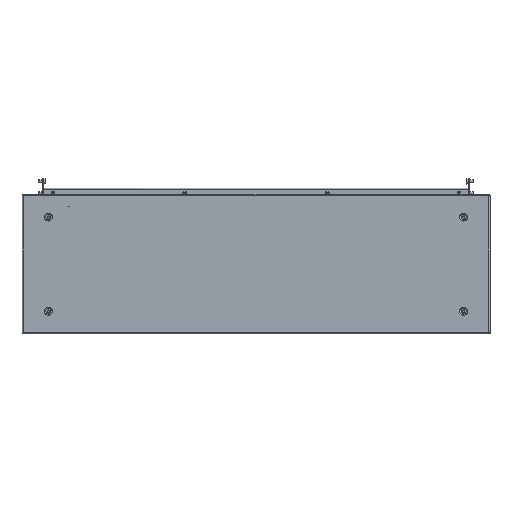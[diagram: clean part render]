
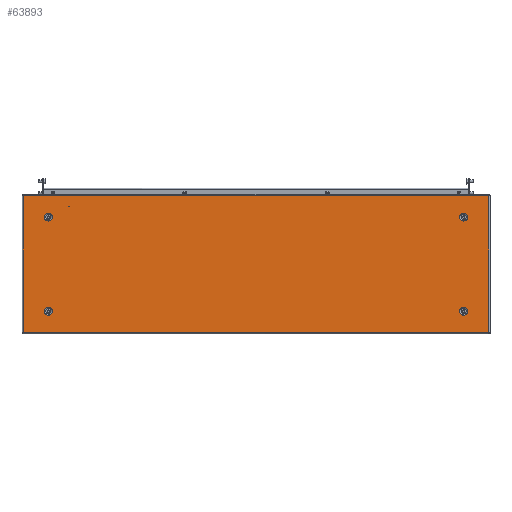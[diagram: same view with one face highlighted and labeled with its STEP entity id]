
A CAD part, top view. The second image highlights one B-rep face of the part: STEP entity #63893.
In plain terms, the highlighted planar face has unit normal (0, 0, 1).
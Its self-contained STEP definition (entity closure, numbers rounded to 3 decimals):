
#519 = CARTESIAN_POINT ( 'NONE',  ( -496.029, -145.6, 0. ) ) ;
#1164 = EDGE_CURVE ( 'NONE', #73010, #26452, #53475, .T. ) ;
#1720 = VERTEX_POINT ( 'NONE', #39791 ) ;
#3554 = VECTOR ( 'NONE', #59853, 1000. ) ;
#4157 = ORIENTED_EDGE ( 'NONE', *, *, #40149, .F. ) ;
#5678 = DIRECTION ( 'NONE',  ( 0., 1., 0. ) ) ;
#6184 = ORIENTED_EDGE ( 'NONE', *, *, #79837, .T. ) ;
#6238 = DIRECTION ( 'NONE',  ( 1., 0., 0. ) ) ;
#6434 = EDGE_LOOP ( 'NONE', ( #41122, #65395 ) ) ;
#6903 = FACE_BOUND ( 'NONE', #17846, .T. ) ;
#7458 = CARTESIAN_POINT ( 'NONE',  ( -441.5, 100., 0. ) ) ;
#7658 = PLANE ( 'NONE',  #37149 ) ;
#8847 = ORIENTED_EDGE ( 'NONE', *, *, #24658, .F. ) ;
#9992 = CARTESIAN_POINT ( 'NONE',  ( 441.5, 100., 0. ) ) ;
#10626 = DIRECTION ( 'NONE',  ( 0., 0., 1. ) ) ;
#11969 = VECTOR ( 'NONE', #45426, 1000. ) ;
#12554 = EDGE_LOOP ( 'NONE', ( #71961, #67454, #80301, #63540 ) ) ;
#12679 = CARTESIAN_POINT ( 'NONE',  ( 495.1, 145.6, 0. ) ) ;
#13307 = AXIS2_PLACEMENT_3D ( 'NONE', #68035, #54839, #22705 ) ;
#14082 = ORIENTED_EDGE ( 'NONE', *, *, #41552, .T. ) ;
#14302 = EDGE_LOOP ( 'NONE', ( #14082, #6184 ) ) ;
#14354 = VERTEX_POINT ( 'NONE', #77298 ) ;
#14497 = CIRCLE ( 'NONE', #44601, 8.443 ) ;
#15281 = DIRECTION ( 'NONE',  ( 0., 0., 1. ) ) ;
#15983 = FACE_BOUND ( 'NONE', #6434, .T. ) ;
#16592 = CIRCLE ( 'NONE', #31586, 8.443 ) ;
#17846 = EDGE_LOOP ( 'NONE', ( #41096, #8847 ) ) ;
#18022 = FACE_BOUND ( 'NONE', #14302, .T. ) ;
#18971 = CARTESIAN_POINT ( 'NONE',  ( -441.5, 100., 0. ) ) ;
#19458 = ORIENTED_EDGE ( 'NONE', *, *, #23715, .F. ) ;
#21064 = ORIENTED_EDGE ( 'NONE', *, *, #52131, .F. ) ;
#21371 = CIRCLE ( 'NONE', #74686, 8.443 ) ;
#21517 = EDGE_CURVE ( 'NONE', #30971, #34069, #69858, .T. ) ;
#22655 = AXIS2_PLACEMENT_3D ( 'NONE', #61523, #15281, #60681 ) ;
#22705 = DIRECTION ( 'NONE',  ( -1., 0., 0. ) ) ;
#23715 = EDGE_CURVE ( 'NONE', #14354, #78283, #68562, .T. ) ;
#24169 = LINE ( 'NONE', #45967, #11969 ) ;
#24658 = EDGE_CURVE ( 'NONE', #28375, #38470, #62823, .T. ) ;
#25239 = EDGE_CURVE ( 'NONE', #64736, #73010, #34374, .T. ) ;
#26452 = VERTEX_POINT ( 'NONE', #12679 ) ;
#26871 = DIRECTION ( 'NONE',  ( 0., 0., 1. ) ) ;
#26909 = LINE ( 'NONE', #46314, #3554 ) ;
#28375 = VERTEX_POINT ( 'NONE', #37754 ) ;
#30221 = EDGE_CURVE ( 'NONE', #56687, #46456, #21371, .T. ) ;
#30947 = CARTESIAN_POINT ( 'NONE',  ( 495.1, -145.6, 0. ) ) ;
#30971 = VERTEX_POINT ( 'NONE', #69447 ) ;
#31086 = CIRCLE ( 'NONE', #36420, 0.5 ) ;
#31509 = EDGE_LOOP ( 'NONE', ( #19458, #21064 ) ) ;
#31586 = AXIS2_PLACEMENT_3D ( 'NONE', #9992, #78508, #55370 ) ;
#31687 = DIRECTION ( 'NONE',  ( 0., 0., 1. ) ) ;
#32700 = CARTESIAN_POINT ( 'NONE',  ( 441.5, -100., 0. ) ) ;
#33607 = CARTESIAN_POINT ( 'NONE',  ( -441.5, -91.557, 0. ) ) ;
#33612 = CIRCLE ( 'NONE', #13307, 0.5 ) ;
#34069 = VERTEX_POINT ( 'NONE', #83224 ) ;
#34374 = LINE ( 'NONE', #519, #62667 ) ;
#34771 = EDGE_CURVE ( 'NONE', #1720, #64736, #26909, .T. ) ;
#35692 = AXIS2_PLACEMENT_3D ( 'NONE', #52009, #31687, #38464 ) ;
#35741 = CARTESIAN_POINT ( 'NONE',  ( 441.5, 100., 0. ) ) ;
#36222 = DIRECTION ( 'NONE',  ( -1., 0., 0. ) ) ;
#36323 = VECTOR ( 'NONE', #48803, 1000. ) ;
#36420 = AXIS2_PLACEMENT_3D ( 'NONE', #62750, #81697, #36222 ) ;
#36555 = EDGE_LOOP ( 'NONE', ( #4157, #38286 ) ) ;
#37149 = AXIS2_PLACEMENT_3D ( 'NONE', #52802, #26871, #45511 ) ;
#37754 = CARTESIAN_POINT ( 'NONE',  ( -441.5, -108.443, 0. ) ) ;
#38286 = ORIENTED_EDGE ( 'NONE', *, *, #21517, .F. ) ;
#38344 = CARTESIAN_POINT ( 'NONE',  ( 441.5, 91.557, 0. ) ) ;
#38464 = DIRECTION ( 'NONE',  ( 0., 1., 0. ) ) ;
#38470 = VERTEX_POINT ( 'NONE', #33607 ) ;
#39791 = CARTESIAN_POINT ( 'NONE',  ( -495.1, 145.6, 0. ) ) ;
#40149 = EDGE_CURVE ( 'NONE', #34069, #30971, #79020, .T. ) ;
#40303 = CIRCLE ( 'NONE', #62258, 8.443 ) ;
#40732 = AXIS2_PLACEMENT_3D ( 'NONE', #7458, #71477, #41337 ) ;
#41096 = ORIENTED_EDGE ( 'NONE', *, *, #66745, .F. ) ;
#41122 = ORIENTED_EDGE ( 'NONE', *, *, #66572, .F. ) ;
#41337 = DIRECTION ( 'NONE',  ( 0., 1., 0. ) ) ;
#41552 = EDGE_CURVE ( 'NONE', #62253, #66203, #33612, .T. ) ;
#42012 = DIRECTION ( 'NONE',  ( 0., 1., 0. ) ) ;
#44601 = AXIS2_PLACEMENT_3D ( 'NONE', #64116, #56797, #5678 ) ;
#44942 = DIRECTION ( 'NONE',  ( 0., 1., 0. ) ) ;
#45426 = DIRECTION ( 'NONE',  ( -1., 0., 0. ) ) ;
#45511 = DIRECTION ( 'NONE',  ( 1., 0., 0. ) ) ;
#45967 = CARTESIAN_POINT ( 'NONE',  ( 496.029, 145.6, 0. ) ) ;
#46314 = CARTESIAN_POINT ( 'NONE',  ( -495.1, 146.529, 0. ) ) ;
#46456 = VERTEX_POINT ( 'NONE', #49084 ) ;
#48803 = DIRECTION ( 'NONE',  ( 0., 1., 0. ) ) ;
#49084 = CARTESIAN_POINT ( 'NONE',  ( 441.5, 108.443, 0. ) ) ;
#49375 = FACE_BOUND ( 'NONE', #31509, .T. ) ;
#51084 = EDGE_CURVE ( 'NONE', #26452, #1720, #24169, .T. ) ;
#51939 = DIRECTION ( 'NONE',  ( 0., 1., 0. ) ) ;
#52009 = CARTESIAN_POINT ( 'NONE',  ( -441.5, -100., 0. ) ) ;
#52131 = EDGE_CURVE ( 'NONE', #78283, #14354, #40303, .T. ) ;
#52191 = AXIS2_PLACEMENT_3D ( 'NONE', #18971, #83638, #44942 ) ;
#52802 = CARTESIAN_POINT ( 'NONE',  ( 0., 0., 0. ) ) ;
#53475 = LINE ( 'NONE', #68173, #36323 ) ;
#54839 = DIRECTION ( 'NONE',  ( 0., 0., -1. ) ) ;
#55370 = DIRECTION ( 'NONE',  ( 0., 1., 0. ) ) ;
#56687 = VERTEX_POINT ( 'NONE', #38344 ) ;
#56797 = DIRECTION ( 'NONE',  ( 0., 0., 1. ) ) ;
#59853 = DIRECTION ( 'NONE',  ( 0., -1., 0. ) ) ;
#60470 = CARTESIAN_POINT ( 'NONE',  ( 441.5, -108.443, 0. ) ) ;
#60681 = DIRECTION ( 'NONE',  ( 0., 1., 0. ) ) ;
#61523 = CARTESIAN_POINT ( 'NONE',  ( 441.5, -100., 0. ) ) ;
#62253 = VERTEX_POINT ( 'NONE', #72596 ) ;
#62258 = AXIS2_PLACEMENT_3D ( 'NONE', #32700, #77854, #51939 ) ;
#62667 = VECTOR ( 'NONE', #6238, 1000. ) ;
#62750 = CARTESIAN_POINT ( 'NONE',  ( -397.5, 123., 0. ) ) ;
#62823 = CIRCLE ( 'NONE', #35692, 8.443 ) ;
#63540 = ORIENTED_EDGE ( 'NONE', *, *, #51084, .T. ) ;
#63893 = ADVANCED_FACE ( 'NONE', ( #18022, #49375, #6903, #15983, #71495, #83741 ), #7658, .T. ) ;
#64116 = CARTESIAN_POINT ( 'NONE',  ( -441.5, -100., 0. ) ) ;
#64736 = VERTEX_POINT ( 'NONE', #77047 ) ;
#65395 = ORIENTED_EDGE ( 'NONE', *, *, #30221, .F. ) ;
#66203 = VERTEX_POINT ( 'NONE', #74221 ) ;
#66572 = EDGE_CURVE ( 'NONE', #46456, #56687, #16592, .T. ) ;
#66745 = EDGE_CURVE ( 'NONE', #38470, #28375, #14497, .T. ) ;
#67454 = ORIENTED_EDGE ( 'NONE', *, *, #25239, .T. ) ;
#68035 = CARTESIAN_POINT ( 'NONE',  ( -397.5, 123., 0. ) ) ;
#68173 = CARTESIAN_POINT ( 'NONE',  ( 495.1, -146.529, 0. ) ) ;
#68562 = CIRCLE ( 'NONE', #22655, 8.443 ) ;
#69447 = CARTESIAN_POINT ( 'NONE',  ( -441.5, 91.557, 0. ) ) ;
#69858 = CIRCLE ( 'NONE', #52191, 8.443 ) ;
#71477 = DIRECTION ( 'NONE',  ( 0., 0., 1. ) ) ;
#71495 = FACE_BOUND ( 'NONE', #36555, .T. ) ;
#71961 = ORIENTED_EDGE ( 'NONE', *, *, #34771, .T. ) ;
#72596 = CARTESIAN_POINT ( 'NONE',  ( -398., 123., 0. ) ) ;
#73010 = VERTEX_POINT ( 'NONE', #30947 ) ;
#74221 = CARTESIAN_POINT ( 'NONE',  ( -397., 123., 0. ) ) ;
#74686 = AXIS2_PLACEMENT_3D ( 'NONE', #35741, #10626, #42012 ) ;
#77047 = CARTESIAN_POINT ( 'NONE',  ( -495.1, -145.6, 0. ) ) ;
#77298 = CARTESIAN_POINT ( 'NONE',  ( 441.5, -91.557, 0. ) ) ;
#77854 = DIRECTION ( 'NONE',  ( 0., 0., 1. ) ) ;
#78283 = VERTEX_POINT ( 'NONE', #60470 ) ;
#78508 = DIRECTION ( 'NONE',  ( 0., 0., 1. ) ) ;
#79020 = CIRCLE ( 'NONE', #40732, 8.443 ) ;
#79837 = EDGE_CURVE ( 'NONE', #66203, #62253, #31086, .T. ) ;
#80301 = ORIENTED_EDGE ( 'NONE', *, *, #1164, .T. ) ;
#81697 = DIRECTION ( 'NONE',  ( 0., 0., -1. ) ) ;
#83224 = CARTESIAN_POINT ( 'NONE',  ( -441.5, 108.443, 0. ) ) ;
#83638 = DIRECTION ( 'NONE',  ( 0., 0., 1. ) ) ;
#83741 = FACE_OUTER_BOUND ( 'NONE', #12554, .T. ) ;
